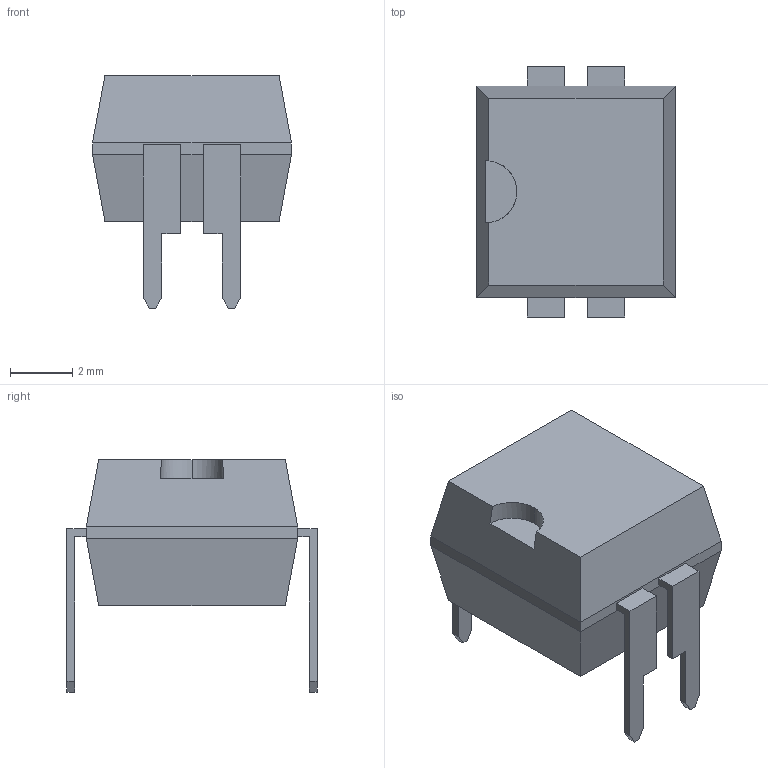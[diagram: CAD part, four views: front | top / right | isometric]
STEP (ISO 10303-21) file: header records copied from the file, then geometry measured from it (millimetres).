
FILE_DESCRIPTION (( 'STEP AP203' ), '1' );
FILE_NAME ('PC817.STEP', '2020-02-20T14:43:28', ( '' ), ( '' ), 'SwSTEP 2.0', 'SolidWorks 2018', '' );
FILE_SCHEMA (( 'CONFIG_CONTROL_DESIGN' ));
Length unit declared in the file: millimetre
Products named in the file (1): PC817
Bounding box: 6.4 x 8.05 x 7.48 mm (x, y, z)
Volume: 187 mm3; surface area: 240 mm2
Topology: 1 solids, 1 shells, 61 faces, 157 edges, 102 vertices
Faces by surface type: plane 59, cylinder 2
Entity records: 1888 total; most frequent: CARTESIAN_POINT 327, ORIENTED_EDGE 314, DIRECTION 283, EDGE_CURVE 157, LINE 151, VECTOR 151, VERTEX_POINT 102, AXIS2_PLACEMENT_3D 66
